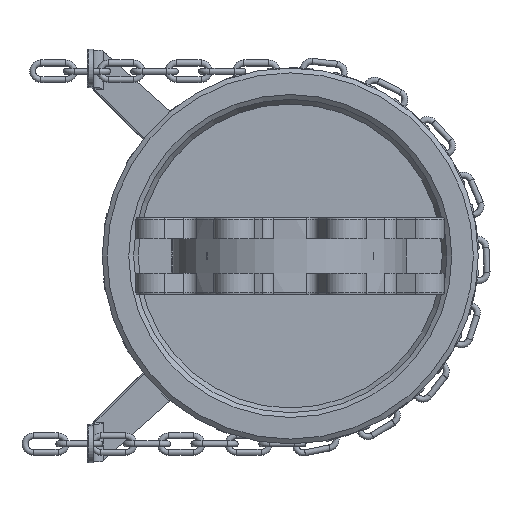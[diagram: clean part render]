
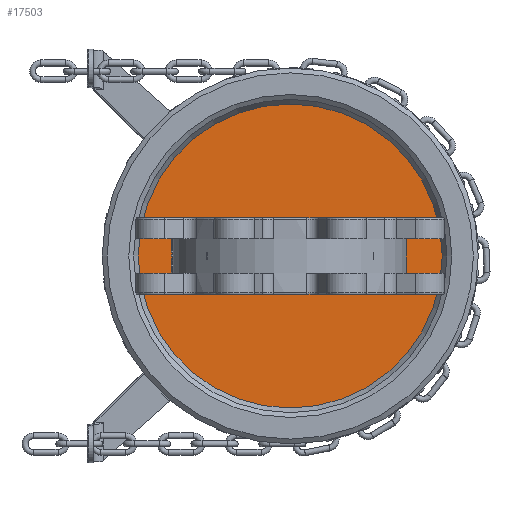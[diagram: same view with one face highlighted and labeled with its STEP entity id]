
A CAD part, front view. The second image highlights one B-rep face of the part: STEP entity #17503.
In plain terms, the highlighted planar face has unit normal (0, -1, 0).
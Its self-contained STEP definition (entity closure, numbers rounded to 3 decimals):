
#420=FACE_BOUND('',#2580,.T.);
#744=PLANE('',#19389);
#1555=FACE_OUTER_BOUND('',#2579,.T.);
#2579=EDGE_LOOP('',(#13826));
#2580=EDGE_LOOP('',(#13827));
#5423=CIRCLE('',#19390,101.063);
#5424=CIRCLE('',#19391,18.898);
#7306=VERTEX_POINT('',#31226);
#7307=VERTEX_POINT('',#31228);
#9590=EDGE_CURVE('',#7306,#7306,#5423,.T.);
#9591=EDGE_CURVE('',#7307,#7307,#5424,.T.);
#13826=ORIENTED_EDGE('',*,*,#9590,.T.);
#13827=ORIENTED_EDGE('',*,*,#9591,.F.);
#17503=ADVANCED_FACE('',(#1555,#420),#744,.F.);
#19389=AXIS2_PLACEMENT_3D('',#31225,#23760,#23761);
#19390=AXIS2_PLACEMENT_3D('',#31227,#23762,#23763);
#19391=AXIS2_PLACEMENT_3D('',#31229,#23764,#23765);
#23760=DIRECTION('center_axis',(0.,1.,0.));
#23761=DIRECTION('ref_axis',(0.,0.,1.));
#23762=DIRECTION('center_axis',(0.,-1.,0.));
#23763=DIRECTION('ref_axis',(1.,0.,0.));
#23764=DIRECTION('center_axis',(0.,-1.,0.));
#23765=DIRECTION('ref_axis',(1.,0.,0.));
#31225=CARTESIAN_POINT('Origin',(0.,5.023,-101.063));
#31226=CARTESIAN_POINT('',(0.,5.023,101.063));
#31227=CARTESIAN_POINT('Origin',(0.,5.023,0.));
#31228=CARTESIAN_POINT('',(0.,5.023,18.898));
#31229=CARTESIAN_POINT('Origin',(0.,5.023,0.));
